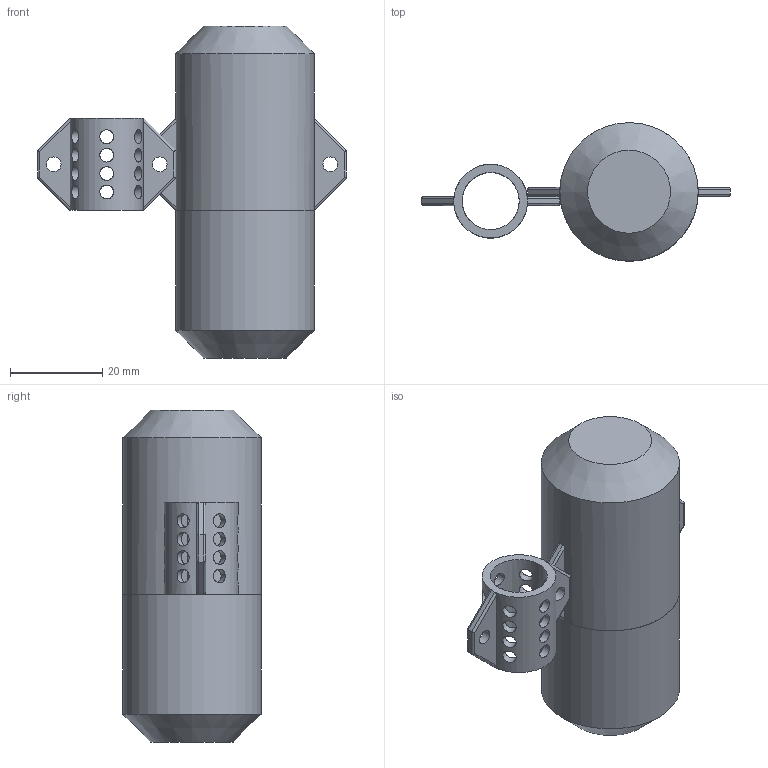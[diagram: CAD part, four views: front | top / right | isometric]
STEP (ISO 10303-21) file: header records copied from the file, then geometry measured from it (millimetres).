
FILE_DESCRIPTION(('STEP AP242'), '1');
FILE_NAME('assemblyBeerFloatV2', '', ('UNSPECIFIED'), ('UNSPECIFIED'), 'C3D Converter', 'C3D Toolkit', '');
FILE_SCHEMA(('AP242_MANAGED_MODEL_BASED_3D_ENGINEERING_MIM_LF { 1 0 10303 442 1 1 4 }'));
Length unit declared in the file: millimetre
Assembly tree (4 placements, depth 3):
  (unnamed)
    (unnamed)
    (unnamed)
    (unnamed)
      (unnamed)
Bounding box: 67 x 30 x 72 mm (x, y, z)
Volume: 19805.2 mm3; surface area: 21343.5 mm2
Topology: 4 solids, 4 shells, 130 faces, 334 edges, 223 vertices
Faces by surface type: cylinder 75, plane 40, cone 9, bspline 6
Full cylindrical faces by diameter (mm): 0.02 x1, 0.04 x1, 3 x24, 3.2 x4, 12.4 x1, 20 x1, 24 x1, 26 x3, 26.6 x1, 30 x2
Entity records: 16169 total; most frequent: CARTESIAN_POINT 13164, ORIENTED_EDGE 548, DIRECTION 442, EDGE_CURVE 274, EDGE_LOOP 237, VERTEX_POINT 203, AXIS2_PLACEMENT_3D 177, FACE_BOUND 151
